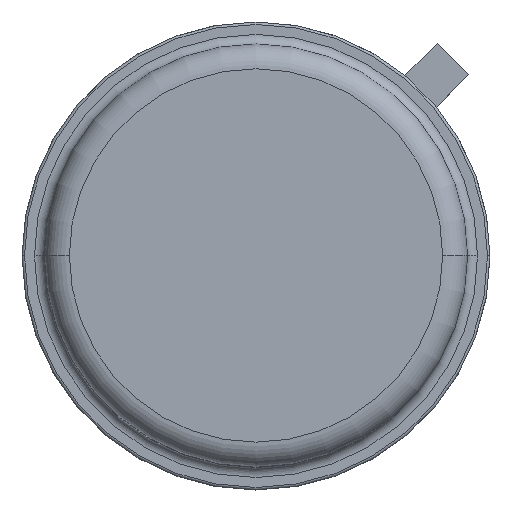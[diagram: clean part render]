
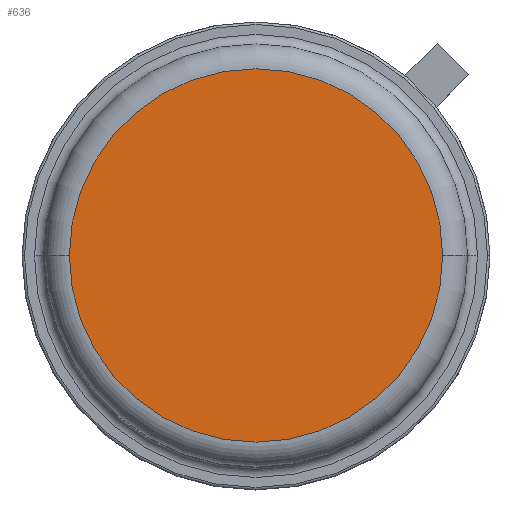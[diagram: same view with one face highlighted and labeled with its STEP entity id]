
A CAD part, top view. The second image highlights one B-rep face of the part: STEP entity #636.
In plain terms, the highlighted planar face has unit normal (0, 0, 1).
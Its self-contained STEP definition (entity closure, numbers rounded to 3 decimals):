
#556=CARTESIAN_POINT('',(-3.75,0.0,11.25));
#557=VERTEX_POINT('',#556);
#566=CARTESIAN_POINT('',(3.75,0.0,11.25));
#567=VERTEX_POINT('',#566);
#575=CARTESIAN_POINT('',(0.0,0.0,11.25));
#576=DIRECTION('',(0.0,0.0,-1.0));
#577=DIRECTION('',(-1.0,0.0,0.0));
#578=AXIS2_PLACEMENT_3D('',#575,#576,#577);
#579=CIRCLE('',#578,3.75);
#580=EDGE_CURVE('',#567,#557,#579,.T.);
#591=CARTESIAN_POINT('',(0.0,0.0,11.25));
#592=DIRECTION('',(0.0,0.0,-1.0));
#593=DIRECTION('',(-1.0,0.0,0.0));
#594=AXIS2_PLACEMENT_3D('',#591,#592,#593);
#595=CIRCLE('',#594,3.75);
#596=EDGE_CURVE('',#557,#567,#595,.T.);
#627=CARTESIAN_POINT('',(0.0,0.0,11.25));
#628=DIRECTION('',(0.0,0.0,1.0));
#629=DIRECTION('',(1.0,0.0,0.0));
#630=AXIS2_PLACEMENT_3D('',#627,#628,#629);
#631=PLANE('',#630);
#632=ORIENTED_EDGE('',*,*,#580,.F.);
#633=ORIENTED_EDGE('',*,*,#596,.F.);
#634=EDGE_LOOP('',(#632,#633));
#635=FACE_OUTER_BOUND('',#634,.T.);
#636=ADVANCED_FACE('',(#635),#631,.T.);
